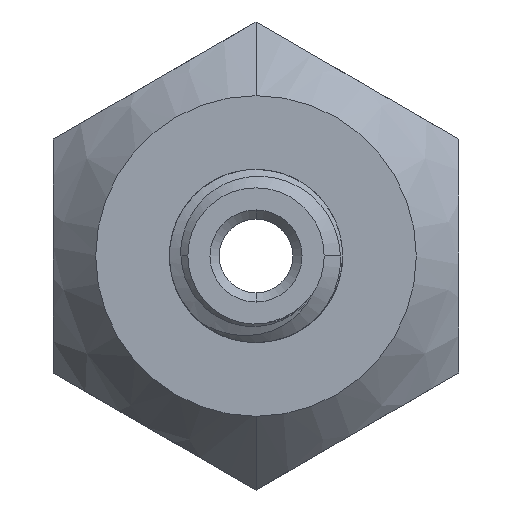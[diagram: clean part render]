
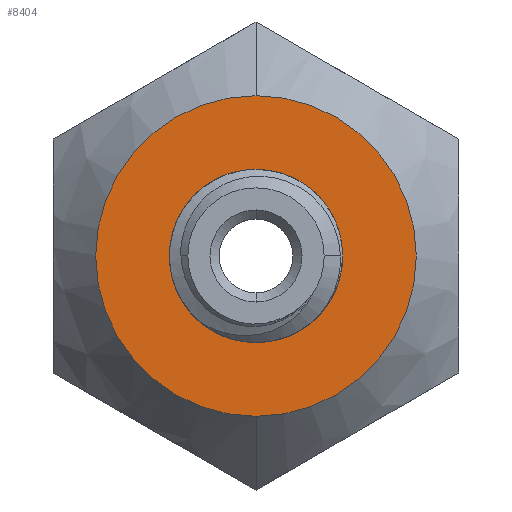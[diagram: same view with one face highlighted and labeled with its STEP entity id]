
A CAD part, front view. The second image highlights one B-rep face of the part: STEP entity #8404.
In plain terms, the highlighted planar face has unit normal (0, -1, 0).
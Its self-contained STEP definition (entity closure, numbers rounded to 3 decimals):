
#921 = EDGE_LOOP ( 'NONE', ( #37828, #6064 ) ) ;
#2295 = DIRECTION ( 'NONE',  ( 0., 0., 1. ) ) ;
#2622 = VERTEX_POINT ( 'NONE', #34138 ) ;
#2733 = EDGE_CURVE ( 'NONE', #23491, #11017, #3804, .T. ) ;
#2980 = AXIS2_PLACEMENT_3D ( 'NONE', #30374, #15886, #36156 ) ;
#3804 = CIRCLE ( 'NONE', #10683, 2.25 ) ;
#5642 = CARTESIAN_POINT ( 'NONE',  ( 0., -0.161, 0. ) ) ;
#6064 = ORIENTED_EDGE ( 'NONE', *, *, #2733, .T. ) ;
#6676 = FACE_BOUND ( 'NONE', #921, .T. ) ;
#6775 = EDGE_CURVE ( 'NONE', #11017, #23491, #22090, .T. ) ;
#7444 = AXIS2_PLACEMENT_3D ( 'NONE', #5642, #26108, #8603 ) ;
#8404 = ADVANCED_FACE ( 'NONE', ( #6676, #36727 ), #30249, .F. ) ;
#8603 = DIRECTION ( 'NONE',  ( 0., 0., 1. ) ) ;
#10173 = EDGE_LOOP ( 'NONE', ( #19461, #36420 ) ) ;
#10683 = AXIS2_PLACEMENT_3D ( 'NONE', #17014, #37283, #19964 ) ;
#11017 = VERTEX_POINT ( 'NONE', #32832 ) ;
#12474 = CARTESIAN_POINT ( 'NONE',  ( 0., -0.161, 0. ) ) ;
#14508 = VERTEX_POINT ( 'NONE', #32105 ) ;
#15438 = DIRECTION ( 'NONE',  ( 0., 0., 1. ) ) ;
#15886 = DIRECTION ( 'NONE',  ( 0., 1., 0. ) ) ;
#17014 = CARTESIAN_POINT ( 'NONE',  ( 0., -0.161, 0. ) ) ;
#18781 = CIRCLE ( 'NONE', #35885, 4.35 ) ;
#19461 = ORIENTED_EDGE ( 'NONE', *, *, #32504, .F. ) ;
#19887 = DIRECTION ( 'NONE',  ( 0., 1., 0. ) ) ;
#19964 = DIRECTION ( 'NONE',  ( 0., 0., 1. ) ) ;
#22090 = CIRCLE ( 'NONE', #23456, 2.25 ) ;
#23456 = AXIS2_PLACEMENT_3D ( 'NONE', #12474, #32828, #15438 ) ;
#23491 = VERTEX_POINT ( 'NONE', #25901 ) ;
#24924 = EDGE_CURVE ( 'NONE', #2622, #14508, #33394, .T. ) ;
#25901 = CARTESIAN_POINT ( 'NONE',  ( 0., -0.161, -2.25 ) ) ;
#26108 = DIRECTION ( 'NONE',  ( 0., 1., 0. ) ) ;
#30249 = PLANE ( 'NONE',  #2980 ) ;
#30374 = CARTESIAN_POINT ( 'NONE',  ( 0., -0.161, 0. ) ) ;
#32105 = CARTESIAN_POINT ( 'NONE',  ( 0., -0.161, 4.35 ) ) ;
#32504 = EDGE_CURVE ( 'NONE', #14508, #2622, #18781, .T. ) ;
#32828 = DIRECTION ( 'NONE',  ( 0., 1., 0. ) ) ;
#32832 = CARTESIAN_POINT ( 'NONE',  ( 0., -0.161, 2.25 ) ) ;
#33394 = CIRCLE ( 'NONE', #7444, 4.35 ) ;
#34138 = CARTESIAN_POINT ( 'NONE',  ( 0., -0.161, -4.35 ) ) ;
#35885 = AXIS2_PLACEMENT_3D ( 'NONE', #37211, #19887, #2295 ) ;
#36156 = DIRECTION ( 'NONE',  ( 0., 0., 1. ) ) ;
#36420 = ORIENTED_EDGE ( 'NONE', *, *, #24924, .F. ) ;
#36727 = FACE_OUTER_BOUND ( 'NONE', #10173, .T. ) ;
#37211 = CARTESIAN_POINT ( 'NONE',  ( 0., -0.161, 0. ) ) ;
#37283 = DIRECTION ( 'NONE',  ( 0., 1., 0. ) ) ;
#37828 = ORIENTED_EDGE ( 'NONE', *, *, #6775, .T. ) ;
